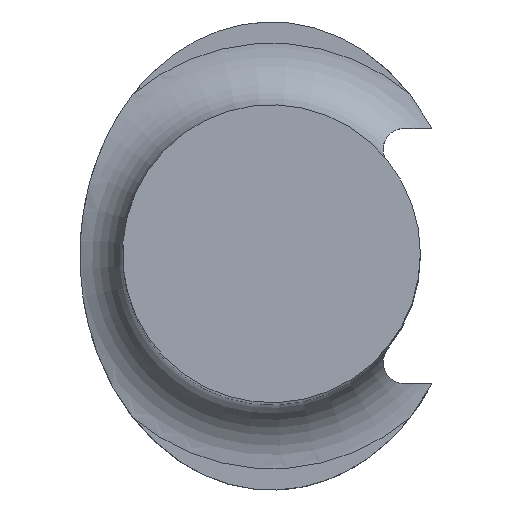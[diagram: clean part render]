
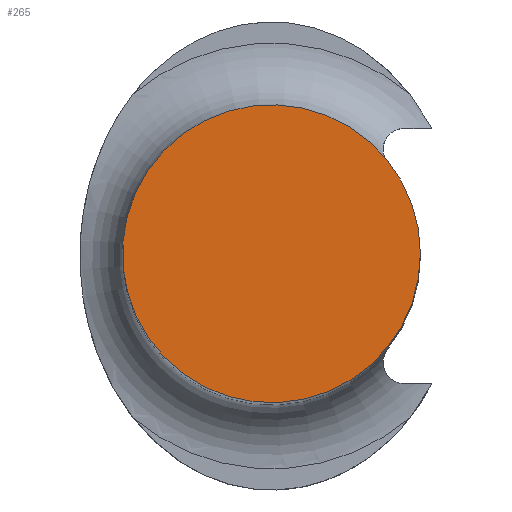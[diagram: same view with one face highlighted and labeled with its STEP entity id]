
A CAD part, top view. The second image highlights one B-rep face of the part: STEP entity #265.
In plain terms, the highlighted planar face has unit normal (0, 0, 1).
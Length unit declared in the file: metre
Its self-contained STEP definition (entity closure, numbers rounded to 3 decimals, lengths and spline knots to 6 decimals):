
#66=CIRCLE('',#301,0.007);
#111=ORIENTED_EDGE('',*,*,#172,.T.);
#172=EDGE_CURVE('',#204,#204,#66,.T.);
#204=VERTEX_POINT('',#491);
#224=EDGE_LOOP('',(#111));
#241=FACE_BOUND('',#224,.T.);
#255=PLANE('',#303);
#265=ADVANCED_FACE('',(#241),#255,.T.);
#301=AXIS2_PLACEMENT_3D('',#490,#363,#364);
#303=AXIS2_PLACEMENT_3D('',#497,#369,#370);
#363=DIRECTION('',(0.,0.,1.));
#364=DIRECTION('',(1.,0.,0.));
#369=DIRECTION('',(0.,0.,1.));
#370=DIRECTION('',(1.,0.,0.));
#490=CARTESIAN_POINT('',(0.,0.,0.066));
#491=CARTESIAN_POINT('',(0.007,0.,0.066));
#497=CARTESIAN_POINT('',(-0.000728,0.,0.066));
